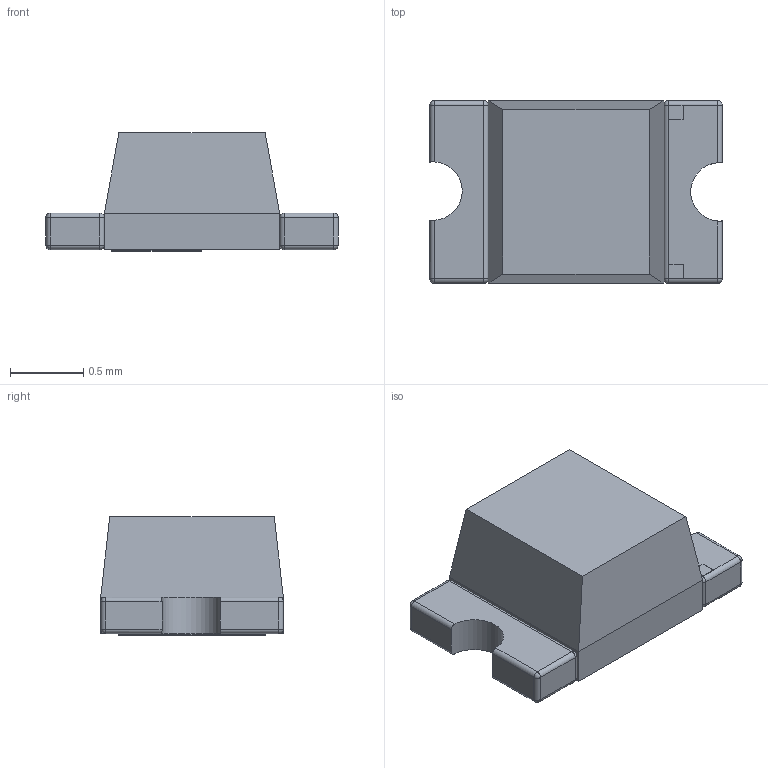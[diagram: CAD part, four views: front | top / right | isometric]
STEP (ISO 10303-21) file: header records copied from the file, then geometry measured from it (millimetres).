
FILE_DESCRIPTION(/* description */ (''),/* implementation_level */ '2;1');
FILE_NAME(/* name */ 'LED-0805-blue.step',/* time_stamp */ '2023-12-09T18:40:08+02:00',/* author */ (''),/* organization */ (''),/* preprocessor_version */ 'ST-DEVELOPER v20',/* originating_system */ 'Autodesk Translation Framework v12.14.0.127',/* authorisation */ '');
FILE_SCHEMA (('AUTOMOTIVE_DESIGN { 1 0 10303 214 3 1 1 }'));
Length unit declared in the file: millimetre
Products named in the file (10): LED-0805; Model; Component5; Component6; Component7; ColorGlass; Component9; Component2; Component3; Component4
Assembly tree (9 placements, depth 3):
  LED-0805
    Model
      Component5
      Component6
      Component7
      ColorGlass
      Component9
    Component2
    Component3
    Component4
Bounding box: 2 x 1.25 x 0.81 mm (x, y, z)
Volume: 1.3 mm3; surface area: 13.4 mm2
Topology: 8 solids, 8 shells, 114 faces, 243 edges, 146 vertices
Faces by surface type: plane 68, cylinder 30, sphere 16
Entity records: 3398 total; most frequent: CARTESIAN_POINT 595, DIRECTION 557, ORIENTED_EDGE 486, EDGE_CURVE 243, AXIS2_PLACEMENT_3D 188, LINE 181, VECTOR 181, VERTEX_POINT 146
